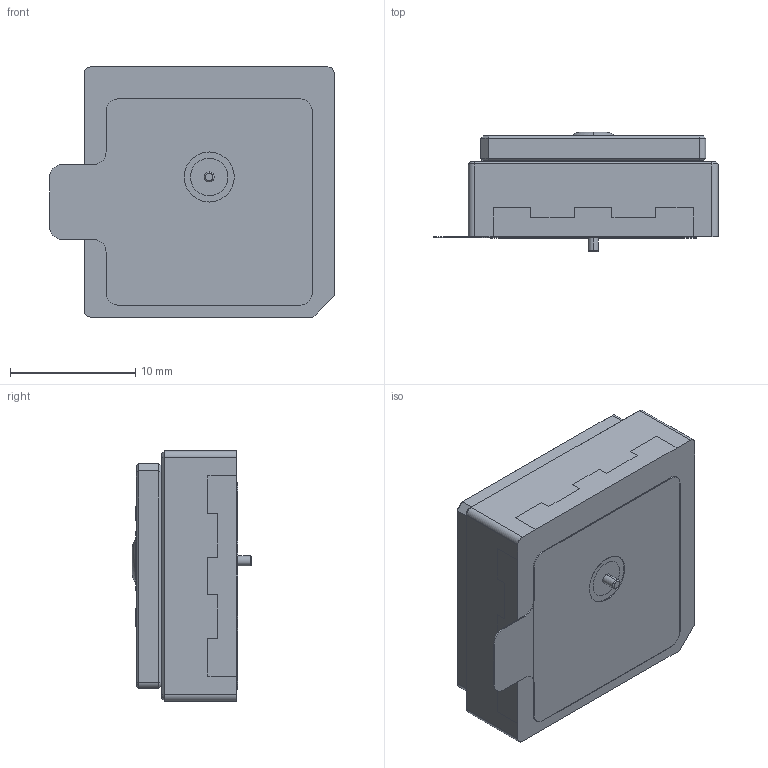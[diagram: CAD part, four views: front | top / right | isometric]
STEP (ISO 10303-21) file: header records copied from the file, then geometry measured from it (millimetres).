
FILE_DESCRIPTION (( 'STEP AP214' ), '1' );
FILE_NAME ('GVLB208_Web.STEP', '2025-06-24T07:24:46', ( '' ), ( '' ), 'SwSTEP 2.0', 'SolidWorks 2022', '' );
FILE_SCHEMA (( 'AUTOMOTIVE_DESIGN' ));
Length unit declared in the file: millimetre
Products named in the file (1): GVLB208_Web
Bounding box: 22.75 x 9.55 x 20 mm (x, y, z)
Volume: 3071.4 mm3; surface area: 3294.5 mm2
Topology: 12 solids, 12 shells, 333 faces, 887 edges, 600 vertices
Faces by surface type: plane 177, bspline 112, cylinder 33, cone 7, torus 4
Entity records: 17494 total; most frequent: CARTESIAN_POINT 6931, ORIENTED_EDGE 1774, DIRECTION 1134, EDGE_CURVE 887, VERTEX_POINT 600, LINE 524, VECTOR 524, EDGE_LOOP 367
